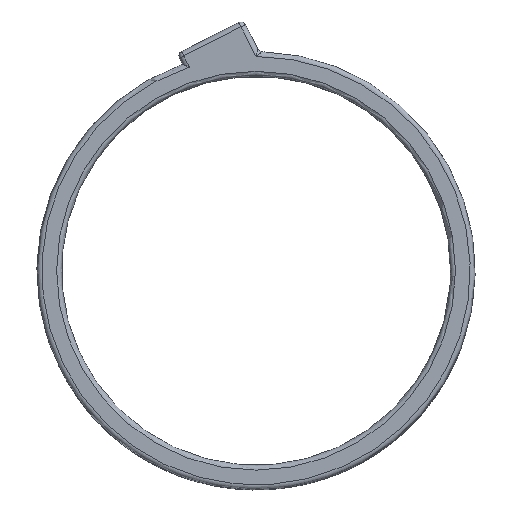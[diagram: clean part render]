
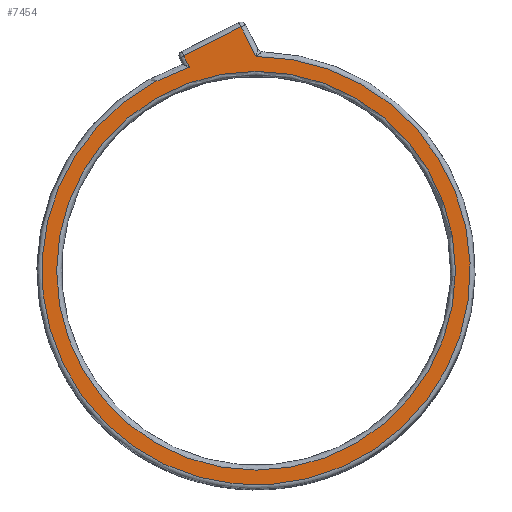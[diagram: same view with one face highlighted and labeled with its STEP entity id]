
A CAD part, top view. The second image highlights one B-rep face of the part: STEP entity #7454.
In plain terms, the highlighted planar face has unit normal (0, 0, 1).
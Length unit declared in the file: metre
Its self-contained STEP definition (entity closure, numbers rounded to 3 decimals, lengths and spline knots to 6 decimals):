
#217=PLANE('',#8030);
#519=CIRCLE('',#8031,0.0405);
#520=CIRCLE('',#8032,0.0435);
#677=LINE('',#11150,#1181);
#678=LINE('',#11153,#1182);
#679=LINE('',#11155,#1183);
#1181=VECTOR('',#8723,1.);
#1182=VECTOR('',#8724,1.);
#1183=VECTOR('',#8725,1.);
#1981=ORIENTED_EDGE('',*,*,#4335,.T.);
#1982=ORIENTED_EDGE('',*,*,#4336,.T.);
#1983=ORIENTED_EDGE('',*,*,#4337,.T.);
#1984=ORIENTED_EDGE('',*,*,#4338,.T.);
#1985=ORIENTED_EDGE('',*,*,#4339,.T.);
#4335=EDGE_CURVE('',#5506,#5506,#519,.F.);
#4336=EDGE_CURVE('',#5507,#5508,#677,.T.);
#4337=EDGE_CURVE('',#5508,#5509,#678,.T.);
#4338=EDGE_CURVE('',#5509,#5510,#679,.F.);
#4339=EDGE_CURVE('',#5510,#5507,#520,.T.);
#5506=VERTEX_POINT('',#11149);
#5507=VERTEX_POINT('',#11151);
#5508=VERTEX_POINT('',#11152);
#5509=VERTEX_POINT('',#11154);
#5510=VERTEX_POINT('',#11156);
#6425=EDGE_LOOP('',(#1981));
#6426=EDGE_LOOP('',(#1982,#1983,#1984,#1985));
#6910=FACE_BOUND('',#6425,.T.);
#6911=FACE_BOUND('',#6426,.T.);
#7454=ADVANCED_FACE('',(#6910,#6911),#217,.T.);
#8030=AXIS2_PLACEMENT_3D('',#11147,#8719,#8720);
#8031=AXIS2_PLACEMENT_3D('',#11148,#8721,#8722);
#8032=AXIS2_PLACEMENT_3D('',#11157,#8726,#8727);
#8719=DIRECTION('',(0.,0.,1.));
#8720=DIRECTION('',(1.,0.,0.));
#8721=DIRECTION('',(0.,0.,1.));
#8722=DIRECTION('',(1.,0.,0.));
#8723=DIRECTION('',(-0.454,0.891,0.));
#8724=DIRECTION('',(-0.891,-0.454,0.));
#8725=DIRECTION('',(-0.454,0.891,0.));
#8726=DIRECTION('',(0.,0.,1.));
#8727=DIRECTION('',(1.,0.,0.));
#11147=CARTESIAN_POINT('',(0.,0.,0.011));
#11148=CARTESIAN_POINT('',(0.,0.,0.011));
#11149=CARTESIAN_POINT('',(0.0405,0.,0.011));
#11150=CARTESIAN_POINT('',(-0.003518,0.050405,0.011));
#11151=CARTESIAN_POINT('',(0.,0.0435,0.011));
#11152=CARTESIAN_POINT('',(-0.003064,0.049514,0.011));
#11153=CARTESIAN_POINT('',(-0.015539,0.043158,0.011));
#11154=CARTESIAN_POINT('',(-0.014648,0.043612,0.011));
#11155=CARTESIAN_POINT('',(-0.01402,0.042381,0.011));
#11156=CARTESIAN_POINT('',(-0.013496,0.041353,0.011));
#11157=CARTESIAN_POINT('',(0.,0.,0.011));
